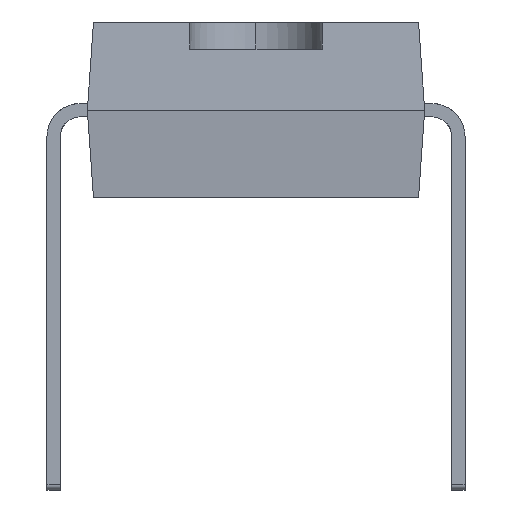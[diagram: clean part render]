
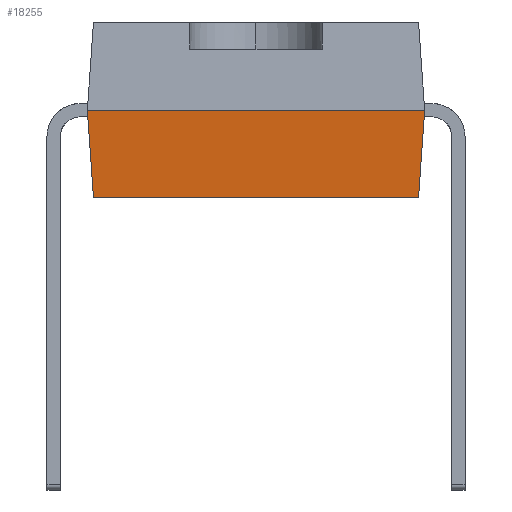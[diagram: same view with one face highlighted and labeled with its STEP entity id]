
A CAD part, left-side view. The second image highlights one B-rep face of the part: STEP entity #18255.
In plain terms, the highlighted planar face has unit normal (-0.998, 0, -0.07).
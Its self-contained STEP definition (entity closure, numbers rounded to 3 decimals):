
#469 = CARTESIAN_POINT ( 'NONE',  ( -9.41, -3.06, -1.65 ) ) ;
#1968 = EDGE_CURVE ( 'NONE', #13227, #16524, #11350, .T. ) ;
#2572 = CARTESIAN_POINT ( 'NONE',  ( -9.525, 3.175, 0. ) ) ;
#2739 = PLANE ( 'NONE',  #4553 ) ;
#2760 = DIRECTION ( 'NONE',  ( -0.07, -0.07, 0.995 ) ) ;
#3095 = EDGE_CURVE ( 'NONE', #18247, #16524, #7020, .T. ) ;
#3851 = DIRECTION ( 'NONE',  ( 0., -1., 0. ) ) ;
#4553 = AXIS2_PLACEMENT_3D ( 'NONE', #14396, #12393, #10503 ) ;
#6124 = ORIENTED_EDGE ( 'NONE', *, *, #17541, .T. ) ;
#7020 = LINE ( 'NONE', #9157, #24101 ) ;
#7333 = VECTOR ( 'NONE', #10722, 1000. ) ;
#8132 = EDGE_CURVE ( 'NONE', #23668, #13227, #12458, .T. ) ;
#8514 = ORIENTED_EDGE ( 'NONE', *, *, #8132, .F. ) ;
#9157 = CARTESIAN_POINT ( 'NONE',  ( -9.494, -3.144, -0.44 ) ) ;
#10089 = LINE ( 'NONE', #14381, #22092 ) ;
#10503 = DIRECTION ( 'NONE',  ( -0.07, 0., 0.998 ) ) ;
#10722 = DIRECTION ( 'NONE',  ( 0., -1., 0. ) ) ;
#11350 = LINE ( 'NONE', #2572, #7333 ) ;
#12393 = DIRECTION ( 'NONE',  ( -0.998, 0., -0.07 ) ) ;
#12458 = LINE ( 'NONE', #14211, #12495 ) ;
#12495 = VECTOR ( 'NONE', #14093, 1000. ) ;
#13227 = VERTEX_POINT ( 'NONE', #20089 ) ;
#13589 = EDGE_LOOP ( 'NONE', ( #26366, #8514, #6124, #24900 ) ) ;
#14046 = CARTESIAN_POINT ( 'NONE',  ( -9.41, 3.06, -1.65 ) ) ;
#14093 = DIRECTION ( 'NONE',  ( -0.07, 0.07, 0.995 ) ) ;
#14211 = CARTESIAN_POINT ( 'NONE',  ( -9.525, 3.175, 0. ) ) ;
#14381 = CARTESIAN_POINT ( 'NONE',  ( -9.41, 0., -1.65 ) ) ;
#14396 = CARTESIAN_POINT ( 'NONE',  ( -9.525, 3.175, 0. ) ) ;
#16524 = VERTEX_POINT ( 'NONE', #26552 ) ;
#17541 = EDGE_CURVE ( 'NONE', #23668, #18247, #10089, .T. ) ;
#18247 = VERTEX_POINT ( 'NONE', #469 ) ;
#18255 = ADVANCED_FACE ( 'NONE', ( #21124 ), #2739, .T. ) ;
#20089 = CARTESIAN_POINT ( 'NONE',  ( -9.525, 3.175, 0. ) ) ;
#21124 = FACE_OUTER_BOUND ( 'NONE', #13589, .T. ) ;
#22092 = VECTOR ( 'NONE', #3851, 1000. ) ;
#23668 = VERTEX_POINT ( 'NONE', #14046 ) ;
#24101 = VECTOR ( 'NONE', #2760, 1000. ) ;
#24900 = ORIENTED_EDGE ( 'NONE', *, *, #3095, .T. ) ;
#26366 = ORIENTED_EDGE ( 'NONE', *, *, #1968, .F. ) ;
#26552 = CARTESIAN_POINT ( 'NONE',  ( -9.525, -3.175, 0. ) ) ;
